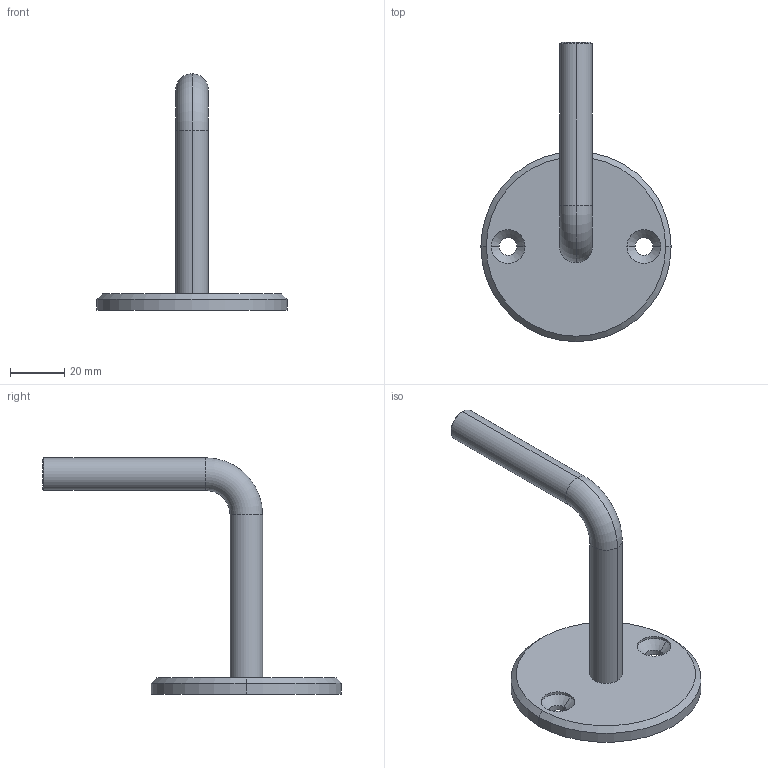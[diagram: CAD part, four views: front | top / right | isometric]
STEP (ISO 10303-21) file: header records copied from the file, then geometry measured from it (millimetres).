
FILE_DESCRIPTION (( 'STEP AP203' ), '1' );
FILE_NAME ('50202-240.STEP', '2020-09-07T11:12:46', ( '' ), ( '' ), 'SwSTEP 2.0', 'SolidWorks 2018', '' );
FILE_SCHEMA (( 'CONFIG_CONTROL_DESIGN' ));
Length unit declared in the file: millimetre
Products named in the file (7): socket countersunk head screw_din; 50202-240; 50202-240 Teil2; 50202-240 Teil1_50202-240 Teil1; 50202-240 Teil1; 50202-240 Teil2_50202-240 Teil2; socket countersunk head screw_din_DIN 7991 - M6 x 16 --- 9.7S
Assembly tree (3 placements, depth 2):
  socket countersunk head screw_din
  50202-240
    50202-240 Teil1_50202-240 Teil1
    socket countersunk head screw_din_DIN 7991 - M6 x 16 --- 9.7S
    50202-240 Teil2_50202-240 Teil2
  50202-240 Teil2
  50202-240 Teil1
Bounding box: 70 x 110 x 87 mm (x, y, z)
Volume: 37630.4 mm3; surface area: 15491.3 mm2
Topology: 3 solids, 3 shells, 346 faces, 888 edges, 570 vertices
Faces by surface type: plane 137, bspline 101, cone 60, cylinder 44, torus 4
Entity records: 17026 total; most frequent: CARTESIAN_POINT 8556, ORIENTED_EDGE 1768, DIRECTION 1354, EDGE_CURVE 884, VERTEX_POINT 570, VECTOR 514, LINE 514, AXIS2_PLACEMENT_3D 420
